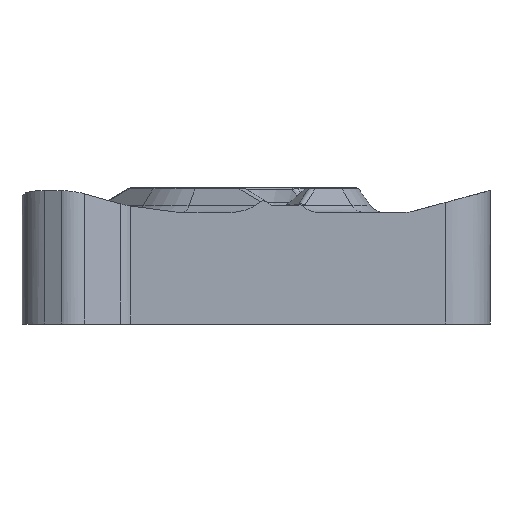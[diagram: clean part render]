
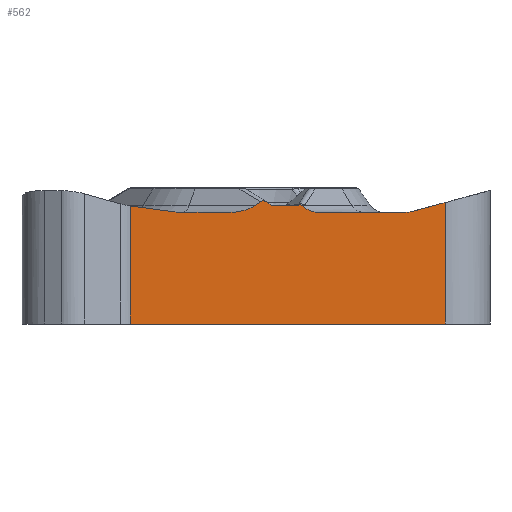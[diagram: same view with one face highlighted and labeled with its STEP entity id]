
A CAD part, left-side view. The second image highlights one B-rep face of the part: STEP entity #562.
In plain terms, the highlighted planar face has unit normal (-1, 0, 0).
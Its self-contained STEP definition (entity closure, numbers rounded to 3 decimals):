
#107=ELLIPSE('',#2244,0.884,0.75);
#108=ELLIPSE('',#2245,0.309,0.3);
#109=ELLIPSE('',#2246,0.309,0.3);
#110=ELLIPSE('',#2247,0.304,0.205);
#111=ELLIPSE('',#2248,1.5,0.75);
#112=ELLIPSE('',#2249,1.5,0.75);
#147=PLANE('',#2250);
#183=FACE_OUTER_BOUND('',#747,.T.);
#332=LINE('',#3645,#458);
#333=LINE('',#3648,#459);
#334=LINE('',#3650,#460);
#335=LINE('',#3654,#461);
#336=LINE('',#3674,#462);
#337=LINE('',#3678,#463);
#338=LINE('',#3682,#464);
#339=LINE('',#3686,#465);
#340=LINE('',#3690,#466);
#341=LINE('',#3692,#467);
#458=VECTOR('',#2555,1.);
#459=VECTOR('',#2556,1.);
#460=VECTOR('',#2557,1.);
#461=VECTOR('',#2560,1.);
#462=VECTOR('',#2565,1.);
#463=VECTOR('',#2568,1.);
#464=VECTOR('',#2571,1.);
#465=VECTOR('',#2574,1.);
#466=VECTOR('',#2577,1.);
#467=VECTOR('',#2578,1.);
#562=ADVANCED_FACE('',(#183),#147,.F.);
#747=EDGE_LOOP('',(#938,#939,#940,#941,#942,#943,#944,#945,#946,#947,#948,
#949,#950,#951,#952,#953,#954,#955));
#938=ORIENTED_EDGE('',*,*,#1770,.F.);
#939=ORIENTED_EDGE('',*,*,#1771,.F.);
#940=ORIENTED_EDGE('',*,*,#1772,.T.);
#941=ORIENTED_EDGE('',*,*,#1773,.T.);
#942=ORIENTED_EDGE('',*,*,#1774,.T.);
#943=ORIENTED_EDGE('',*,*,#1775,.T.);
#944=ORIENTED_EDGE('',*,*,#1776,.F.);
#945=ORIENTED_EDGE('',*,*,#1777,.T.);
#946=ORIENTED_EDGE('',*,*,#1778,.T.);
#947=ORIENTED_EDGE('',*,*,#1779,.T.);
#948=ORIENTED_EDGE('',*,*,#1780,.T.);
#949=ORIENTED_EDGE('',*,*,#1781,.F.);
#950=ORIENTED_EDGE('',*,*,#1782,.T.);
#951=ORIENTED_EDGE('',*,*,#1783,.T.);
#952=ORIENTED_EDGE('',*,*,#1784,.T.);
#953=ORIENTED_EDGE('',*,*,#1785,.T.);
#954=ORIENTED_EDGE('',*,*,#1786,.T.);
#955=ORIENTED_EDGE('',*,*,#1787,.T.);
#1566=VERTEX_POINT('',#3646);
#1567=VERTEX_POINT('',#3647);
#1568=VERTEX_POINT('',#3649);
#1569=VERTEX_POINT('',#3651);
#1570=VERTEX_POINT('',#3653);
#1571=VERTEX_POINT('',#3655);
#1572=VERTEX_POINT('',#3657);
#1573=VERTEX_POINT('',#3671);
#1574=VERTEX_POINT('',#3673);
#1575=VERTEX_POINT('',#3675);
#1576=VERTEX_POINT('',#3677);
#1577=VERTEX_POINT('',#3679);
#1578=VERTEX_POINT('',#3681);
#1579=VERTEX_POINT('',#3683);
#1580=VERTEX_POINT('',#3685);
#1581=VERTEX_POINT('',#3687);
#1582=VERTEX_POINT('',#3689);
#1583=VERTEX_POINT('',#3691);
#1770=EDGE_CURVE('',#1566,#1567,#332,.T.);
#1771=EDGE_CURVE('',#1568,#1566,#333,.T.);
#1772=EDGE_CURVE('',#1568,#1569,#334,.T.);
#1773=EDGE_CURVE('',#1569,#1570,#2042,.T.);
#1774=EDGE_CURVE('',#1570,#1571,#335,.T.);
#1775=EDGE_CURVE('',#1571,#1572,#107,.T.);
#1776=EDGE_CURVE('',#1573,#1572,#2138,.T.);
#1777=EDGE_CURVE('',#1573,#1574,#108,.T.);
#1778=EDGE_CURVE('',#1574,#1575,#336,.T.);
#1779=EDGE_CURVE('',#1575,#1576,#109,.T.);
#1780=EDGE_CURVE('',#1576,#1577,#337,.T.);
#1781=EDGE_CURVE('',#1578,#1577,#110,.T.);
#1782=EDGE_CURVE('',#1578,#1579,#338,.T.);
#1783=EDGE_CURVE('',#1579,#1580,#111,.T.);
#1784=EDGE_CURVE('',#1580,#1581,#339,.T.);
#1785=EDGE_CURVE('',#1581,#1582,#112,.T.);
#1786=EDGE_CURVE('',#1582,#1583,#340,.T.);
#1787=EDGE_CURVE('',#1583,#1567,#341,.T.);
#2042=CIRCLE('',#2243,0.75);
#2138=B_SPLINE_CURVE_WITH_KNOTS('',3,(#3658,#3659,#3660,#3661,#3662,#3663,
#3664,#3665,#3666,#3667,#3668,#3669,#3670),.UNSPECIFIED.,.F.,.F.,(4,3,3,
3,4),(0.,0.307,0.616,0.896,1.),
 .UNSPECIFIED.);
#2243=AXIS2_PLACEMENT_3D('',#3652,#2558,#2559);
#2244=AXIS2_PLACEMENT_3D('',#3656,#2561,#2562);
#2245=AXIS2_PLACEMENT_3D('',#3672,#2563,#2564);
#2246=AXIS2_PLACEMENT_3D('',#3676,#2566,#2567);
#2247=AXIS2_PLACEMENT_3D('',#3680,#2569,#2570);
#2248=AXIS2_PLACEMENT_3D('',#3684,#2572,#2573);
#2249=AXIS2_PLACEMENT_3D('',#3688,#2575,#2576);
#2250=AXIS2_PLACEMENT_3D('',#3693,#2579,#2580);
#2555=DIRECTION('',(0.,1.,0.));
#2556=DIRECTION('',(0.,0.,-1.));
#2557=DIRECTION('',(0.,0.966,-0.259));
#2558=DIRECTION('',(1.,0.,0.));
#2559=DIRECTION('',(0.,1.,0.));
#2560=DIRECTION('',(0.,1.,0.));
#2561=DIRECTION('',(1.,0.,0.));
#2562=DIRECTION('',(0.,1.,0.));
#2563=DIRECTION('',(1.,0.,0.));
#2564=DIRECTION('',(0.,1.,0.));
#2565=DIRECTION('',(0.,1.,0.));
#2566=DIRECTION('',(1.,0.,0.));
#2567=DIRECTION('',(0.,1.,0.));
#2568=DIRECTION('',(0.,0.775,0.631));
#2569=DIRECTION('',(1.,0.,0.));
#2570=DIRECTION('',(0.,-0.858,-0.514));
#2571=DIRECTION('',(0.,0.814,-0.581));
#2572=DIRECTION('',(1.,0.,0.));
#2573=DIRECTION('',(0.,-1.,0.));
#2574=DIRECTION('',(0.,1.,0.));
#2575=DIRECTION('',(1.,0.,0.));
#2576=DIRECTION('',(0.,1.,0.));
#2577=DIRECTION('',(0.,0.991,0.133));
#2578=DIRECTION('',(0.,0.,-1.));
#2579=DIRECTION('',(1.,0.,0.));
#2580=DIRECTION('',(0.,1.,0.));
#3645=CARTESIAN_POINT('',(-6.35,0.,-5.56));
#3646=CARTESIAN_POINT('',(-6.35,-8.7,-5.56));
#3647=CARTESIAN_POINT('',(-6.35,5.307,-5.56));
#3648=CARTESIAN_POINT('',(-6.35,-8.7,25.));
#3649=CARTESIAN_POINT('',(-6.35,-8.7,-0.161));
#3650=CARTESIAN_POINT('',(-6.35,-6.873,-0.65));
#3651=CARTESIAN_POINT('',(-6.35,-7.156,-0.574));
#3652=CARTESIAN_POINT('',(-6.35,-6.962,0.15));
#3653=CARTESIAN_POINT('',(-6.35,-6.962,-0.6));
#3654=CARTESIAN_POINT('',(-6.35,0.,-0.6));
#3655=CARTESIAN_POINT('',(-6.35,-3.088,-0.6));
#3656=CARTESIAN_POINT('',(-6.35,-3.088,0.15));
#3657=CARTESIAN_POINT('',(-6.35,-2.401,-0.322));
#3658=CARTESIAN_POINT('',(-6.35,-2.162,-0.283));
#3659=CARTESIAN_POINT('',(-6.35,-2.186,-0.273));
#3660=CARTESIAN_POINT('',(-6.35,-2.212,-0.266));
#3661=CARTESIAN_POINT('',(-6.35,-2.238,-0.264));
#3662=CARTESIAN_POINT('',(-6.35,-2.264,-0.261));
#3663=CARTESIAN_POINT('',(-6.35,-2.292,-0.264));
#3664=CARTESIAN_POINT('',(-6.35,-2.317,-0.271));
#3665=CARTESIAN_POINT('',(-6.35,-2.34,-0.278));
#3666=CARTESIAN_POINT('',(-6.35,-2.362,-0.289));
#3667=CARTESIAN_POINT('',(-6.35,-2.381,-0.304));
#3668=CARTESIAN_POINT('',(-6.35,-2.388,-0.31));
#3669=CARTESIAN_POINT('',(-6.35,-2.395,-0.316));
#3670=CARTESIAN_POINT('',(-6.35,-2.401,-0.322));
#3671=CARTESIAN_POINT('',(-6.35,-2.162,-0.283));
#3672=CARTESIAN_POINT('',(-6.35,-2.034,-0.01));
#3673=CARTESIAN_POINT('',(-6.35,-2.034,-0.31));
#3674=CARTESIAN_POINT('',(-6.35,0.,-0.31));
#3675=CARTESIAN_POINT('',(-6.35,-1.132,-0.31));
#3676=CARTESIAN_POINT('',(-6.35,-1.132,-0.01));
#3677=CARTESIAN_POINT('',(-6.35,-0.934,-0.24));
#3678=CARTESIAN_POINT('',(-6.35,11.986,10.279));
#3679=CARTESIAN_POINT('',(-6.35,-0.862,-0.181));
#3680=CARTESIAN_POINT('',(-6.35,-0.704,-0.32));
#3681=CARTESIAN_POINT('',(-6.35,-0.483,-0.121));
#3682=CARTESIAN_POINT('',(-6.35,-12.043,8.134));
#3683=CARTESIAN_POINT('',(-6.35,-0.26,-0.28));
#3684=CARTESIAN_POINT('',(-6.35,0.969,0.15));
#3685=CARTESIAN_POINT('',(-6.35,0.969,-0.6));
#3686=CARTESIAN_POINT('',(-6.35,5.307,-0.6));
#3687=CARTESIAN_POINT('',(-6.35,2.926,-0.6));
#3688=CARTESIAN_POINT('',(-6.35,2.926,0.15));
#3689=CARTESIAN_POINT('',(-6.35,3.314,-0.574));
#3690=CARTESIAN_POINT('',(-6.35,8.638,0.139));
#3691=CARTESIAN_POINT('',(-6.35,5.307,-0.307));
#3692=CARTESIAN_POINT('',(-6.35,5.307,25.));
#3693=CARTESIAN_POINT('',(-6.35,0.,25.));
